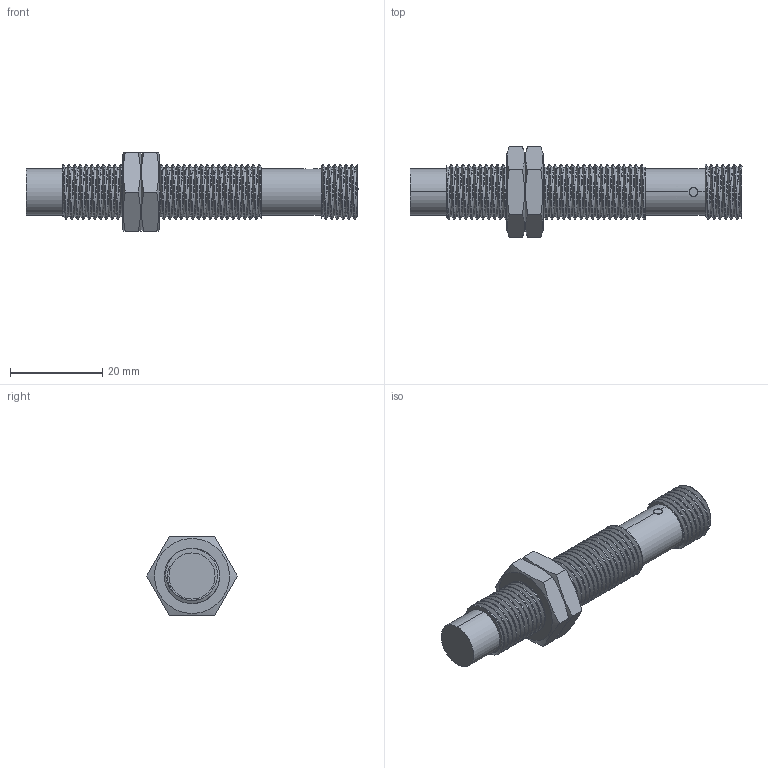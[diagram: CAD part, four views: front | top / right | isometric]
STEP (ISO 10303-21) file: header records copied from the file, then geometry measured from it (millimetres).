
FILE_DESCRIPTION (( 'STEP AP214' ), '1' );
FILE_NAME ('PXINDTYN12-10NO-E2_3D.STEP', '2022-11-15T19:19:19', ( '' ), ( '' ), 'SwSTEP 2.0', 'SolidWorks 2022', '' );
FILE_SCHEMA (( 'AUTOMOTIVE_DESIGN' ));
Length unit declared in the file: inch
Products named in the file (1): PXINDTYN12-10NO-E2_3D
Bounding box: 72 x 19.63 x 17 mm (x, y, z)
Volume: 7782.3 mm3; surface area: 4917.1 mm2
Topology: 2 solids, 2 shells, 122 faces, 337 edges, 226 vertices
Faces by surface type: cylinder 92, plane 20, bspline 10
Entity records: 14388 total; most frequent: CARTESIAN_POINT 10354, ORIENTED_EDGE 674, DIRECTION 361, EDGE_CURVE 337, VERTEX_POINT 226, EDGE_LOOP 131, AXIS2_PLACEMENT_3D 129, FACE_OUTER_BOUND 122
